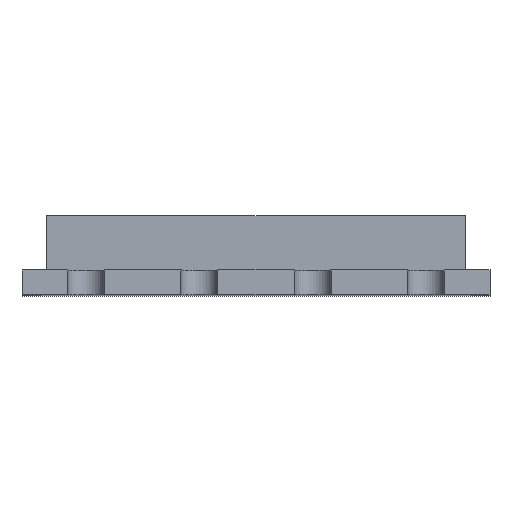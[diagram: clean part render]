
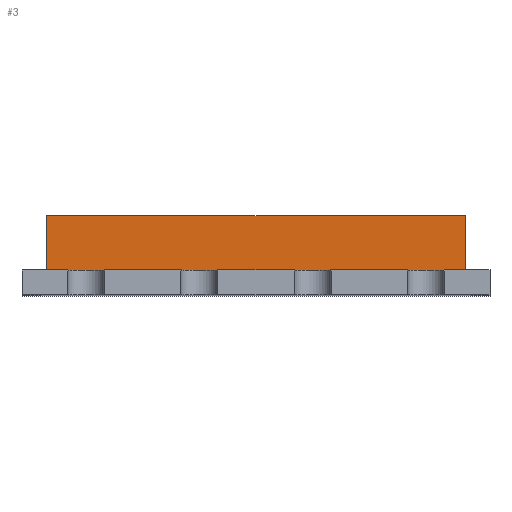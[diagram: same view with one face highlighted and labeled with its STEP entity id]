
A CAD part, top view. The second image highlights one B-rep face of the part: STEP entity #3.
In plain terms, the highlighted planar face has unit normal (0, 0, 1).
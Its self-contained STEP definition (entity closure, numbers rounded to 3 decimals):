
#3 = ADVANCED_FACE ( 'NONE', ( #2673 ), #1294, .F. ) ;
#23 = VECTOR ( 'NONE', #1866, 1000. ) ;
#88 = LINE ( 'NONE', #104, #2366 ) ;
#104 = CARTESIAN_POINT ( 'NONE',  ( 1., 3.2, -1. ) ) ;
#107 = EDGE_CURVE ( 'NONE', #3209, #1348, #88, .T. ) ;
#271 = CARTESIAN_POINT ( 'NONE',  ( 1., 3.2, -1. ) ) ;
#364 = VECTOR ( 'NONE', #1992, 1000. ) ;
#458 = AXIS2_PLACEMENT_3D ( 'NONE', #271, #534, #2059 ) ;
#518 = CARTESIAN_POINT ( 'NONE',  ( 1., 1., -1. ) ) ;
#534 = DIRECTION ( 'NONE',  ( 0., 0., -1. ) ) ;
#546 = EDGE_LOOP ( 'NONE', ( #3380, #2272, #1356, #1639 ) ) ;
#774 = LINE ( 'NONE', #1837, #3382 ) ;
#855 = LINE ( 'NONE', #3258, #23 ) ;
#934 = CARTESIAN_POINT ( 'NONE',  ( 1., 1., -1. ) ) ;
#1150 = DIRECTION ( 'NONE',  ( 0., -1., 0. ) ) ;
#1202 = CARTESIAN_POINT ( 'NONE',  ( 18., 1., -1. ) ) ;
#1294 = PLANE ( 'NONE',  #458 ) ;
#1347 = EDGE_CURVE ( 'NONE', #3209, #2207, #774, .T. ) ;
#1348 = VERTEX_POINT ( 'NONE', #518 ) ;
#1356 = ORIENTED_EDGE ( 'NONE', *, *, #1347, .F. ) ;
#1639 = ORIENTED_EDGE ( 'NONE', *, *, #107, .T. ) ;
#1735 = VERTEX_POINT ( 'NONE', #1202 ) ;
#1746 = EDGE_CURVE ( 'NONE', #1348, #1735, #3032, .T. ) ;
#1837 = CARTESIAN_POINT ( 'NONE',  ( 1., 3.2, -1. ) ) ;
#1866 = DIRECTION ( 'NONE',  ( 0., -1., 0. ) ) ;
#1992 = DIRECTION ( 'NONE',  ( 1., 0., 0. ) ) ;
#2059 = DIRECTION ( 'NONE',  ( -1., 0., 0. ) ) ;
#2207 = VERTEX_POINT ( 'NONE', #2856 ) ;
#2272 = ORIENTED_EDGE ( 'NONE', *, *, #3184, .F. ) ;
#2366 = VECTOR ( 'NONE', #1150, 1000. ) ;
#2673 = FACE_OUTER_BOUND ( 'NONE', #546, .T. ) ;
#2856 = CARTESIAN_POINT ( 'NONE',  ( 18., 3.2, -1. ) ) ;
#2908 = DIRECTION ( 'NONE',  ( 1., 0., 0. ) ) ;
#3032 = LINE ( 'NONE', #934, #364 ) ;
#3184 = EDGE_CURVE ( 'NONE', #2207, #1735, #855, .T. ) ;
#3209 = VERTEX_POINT ( 'NONE', #3221 ) ;
#3221 = CARTESIAN_POINT ( 'NONE',  ( 1., 3.2, -1. ) ) ;
#3258 = CARTESIAN_POINT ( 'NONE',  ( 18., 3.2, -1. ) ) ;
#3380 = ORIENTED_EDGE ( 'NONE', *, *, #1746, .T. ) ;
#3382 = VECTOR ( 'NONE', #2908, 1000. ) ;
